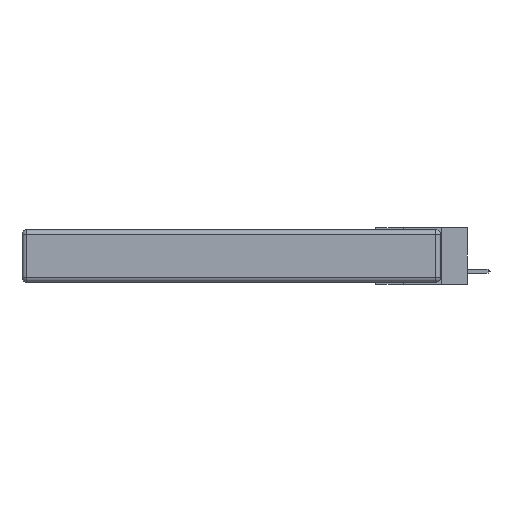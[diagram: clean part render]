
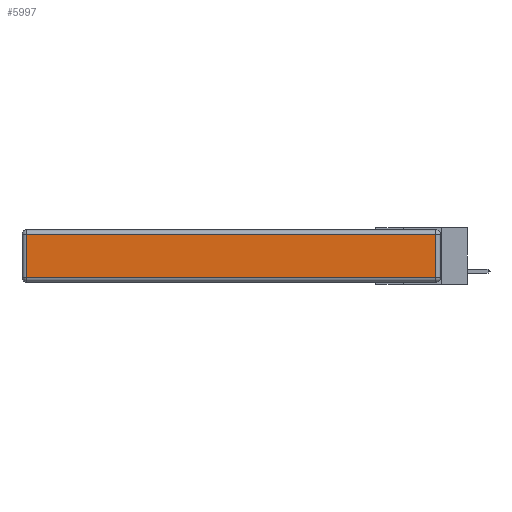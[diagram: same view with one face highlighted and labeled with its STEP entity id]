
A CAD part, left-side view. The second image highlights one B-rep face of the part: STEP entity #5997.
In plain terms, the highlighted planar face has unit normal (-1, 0, 0).
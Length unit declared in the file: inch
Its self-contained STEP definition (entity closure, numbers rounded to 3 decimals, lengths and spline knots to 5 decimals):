
#674 = PLANE ( 'NONE',  #6026 ) ;
#1005 = DIRECTION ( 'NONE',  ( 0., -1., 0. ) ) ;
#1054 = EDGE_CURVE ( 'NONE', #5250, #6009, #10193, .T. ) ;
#1217 = EDGE_LOOP ( 'NONE', ( #5136, #2194, #4256, #11055 ) ) ;
#1266 = EDGE_CURVE ( 'NONE', #2842, #3619, #11227, .T. ) ;
#1421 = DIRECTION ( 'NONE',  ( 0., 0., -1. ) ) ;
#1622 = CARTESIAN_POINT ( 'NONE',  ( 0., 0.03, -0.313 ) ) ;
#2194 = ORIENTED_EDGE ( 'NONE', *, *, #9435, .T. ) ;
#2204 = VECTOR ( 'NONE', #2214, 39.37008 ) ;
#2214 = DIRECTION ( 'NONE',  ( 0., 1., 0. ) ) ;
#2477 = DIRECTION ( 'NONE',  ( 0., 0., 1. ) ) ;
#2761 = VECTOR ( 'NONE', #1005, 39.37008 ) ;
#2842 = VERTEX_POINT ( 'NONE', #11855 ) ;
#3018 = VECTOR ( 'NONE', #6632, 39.37008 ) ;
#3619 = VERTEX_POINT ( 'NONE', #8179 ) ;
#4256 = ORIENTED_EDGE ( 'NONE', *, *, #1266, .T. ) ;
#5136 = ORIENTED_EDGE ( 'NONE', *, *, #1054, .T. ) ;
#5250 = VERTEX_POINT ( 'NONE', #11102 ) ;
#5293 = CARTESIAN_POINT ( 'NONE',  ( 0., 0., -0.343 ) ) ;
#5549 = CARTESIAN_POINT ( 'NONE',  ( 0., 0.03, -0.343 ) ) ;
#5800 = LINE ( 'NONE', #5549, #3018 ) ;
#5997 = ADVANCED_FACE ( 'NONE', ( #7497 ), #674, .T. ) ;
#6009 = VERTEX_POINT ( 'NONE', #1622 ) ;
#6026 = AXIS2_PLACEMENT_3D ( 'NONE', #5293, #11847, #2477 ) ;
#6632 = DIRECTION ( 'NONE',  ( 0., 0., 1. ) ) ;
#7497 = FACE_OUTER_BOUND ( 'NONE', #1217, .T. ) ;
#8179 = CARTESIAN_POINT ( 'NONE',  ( 0., 2.72, -0.03 ) ) ;
#9085 = EDGE_CURVE ( 'NONE', #3619, #5250, #9596, .T. ) ;
#9435 = EDGE_CURVE ( 'NONE', #6009, #2842, #5800, .T. ) ;
#9596 = LINE ( 'NONE', #11623, #11791 ) ;
#10136 = CARTESIAN_POINT ( 'NONE',  ( 0., 0., -0.313 ) ) ;
#10193 = LINE ( 'NONE', #10136, #2761 ) ;
#11055 = ORIENTED_EDGE ( 'NONE', *, *, #9085, .T. ) ;
#11102 = CARTESIAN_POINT ( 'NONE',  ( 0., 2.72, -0.313 ) ) ;
#11227 = LINE ( 'NONE', #11603, #2204 ) ;
#11603 = CARTESIAN_POINT ( 'NONE',  ( 0., 2.75, -0.03 ) ) ;
#11623 = CARTESIAN_POINT ( 'NONE',  ( 0., 2.72, -0.343 ) ) ;
#11791 = VECTOR ( 'NONE', #1421, 39.37008 ) ;
#11847 = DIRECTION ( 'NONE',  ( -1., 0., 0. ) ) ;
#11855 = CARTESIAN_POINT ( 'NONE',  ( 0., 0.03, -0.03 ) ) ;
